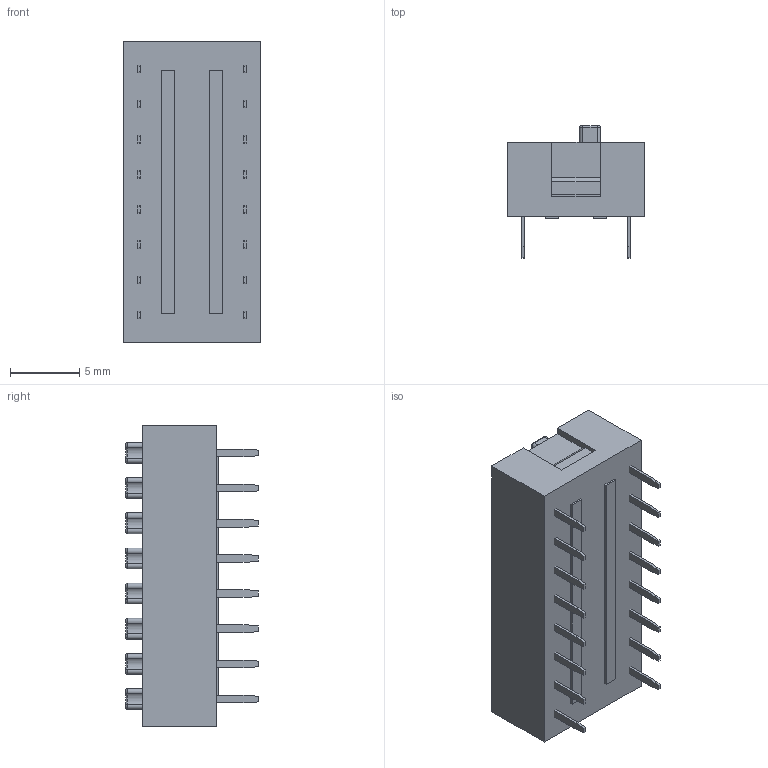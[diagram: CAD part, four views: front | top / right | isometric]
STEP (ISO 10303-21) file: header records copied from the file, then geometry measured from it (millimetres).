
FILE_DESCRIPTION (( 'STEP AP214' ), '1' );
FILE_NAME ('CUI_DEVICES_DS01C-254-S-08BE.step', '2020-04-22T20:39:59', ( '' ), ( '' ), 'SwSTEP 2.0', 'SolidWorks 2020', '' );
FILE_SCHEMA (( 'AUTOMOTIVE_DESIGN' ));
Length unit declared in the file: inch
Products named in the file (1): CUI_DEVICES_DS01C-254-S-08BE
Bounding box: 9.9 x 9.55 x 21.74 mm (x, y, z)
Volume: 1155.6 mm3; surface area: 998.4 mm2
Topology: 17 solids, 17 shells, 368 faces, 860 edges, 536 vertices
Faces by surface type: plane 256, cylinder 64, torus 48
Entity records: 14104 total; most frequent: DIRECTION 1822, CARTESIAN_POINT 1765, ORIENTED_EDGE 1720, EDGE_CURVE 860, LINE 636, VECTOR 636, AXIS2_PLACEMENT_3D 593, VERTEX_POINT 536
